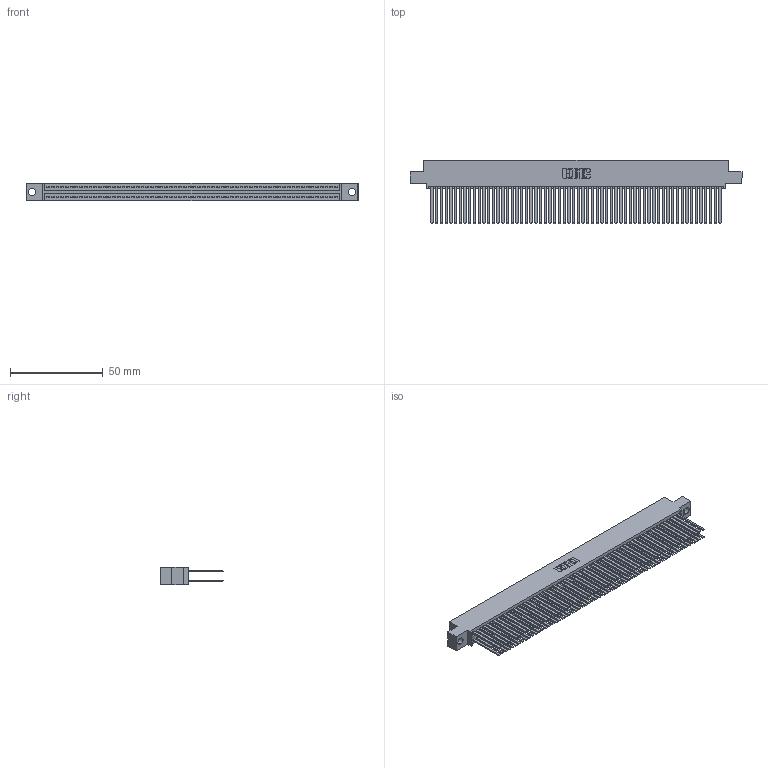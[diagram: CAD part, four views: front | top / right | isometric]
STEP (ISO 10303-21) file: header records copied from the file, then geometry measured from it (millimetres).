
FILE_DESCRIPTION (( 'STEP AP203' ), '1' );
FILE_NAME ('395-124-544-504.STEP', '2018-12-04T00:28:14', ( '' ), ( '' ), 'SwSTEP 2.0', 'SolidWorks 2016', '' );
FILE_SCHEMA (( 'CONFIG_CONTROL_DESIGN' ));
Length unit declared in the file: inch
Products named in the file (3): 345-292-001_345-293-144; 395-124-544-504; 345 Part_0.110 Offset - 0.156 Dia-TH
Assembly tree (125 placements, depth 2):
  395-124-544-504
    345 Part_0.110 Offset - 0.156 Dia-TH
    345-292-001_345-293-144  x124
Bounding box: 178.69 x 33.96 x 9.4 mm (x, y, z)
Volume: 19120.7 mm3; surface area: 33653.6 mm2
Topology: 125 solids, 125 shells, 5586 faces, 16597 edges, 10898 vertices
Faces by surface type: plane 3680, cylinder 1906
Entity records: 45905 total; most frequent: CARTESIAN_POINT 7676, ORIENTED_EDGE 7610, DIRECTION 6741, EDGE_CURVE 3805, VECTOR 3429, LINE 3429, VERTEX_POINT 2534, AXIS2_PLACEMENT_3D 1656
